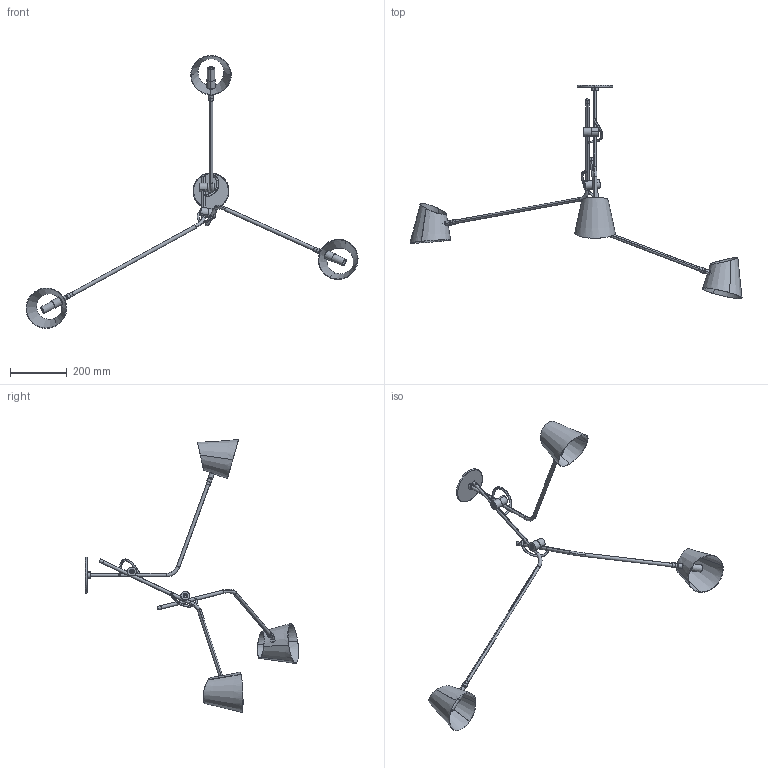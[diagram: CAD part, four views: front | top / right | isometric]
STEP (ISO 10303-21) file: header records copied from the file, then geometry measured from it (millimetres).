
FILE_DESCRIPTION (( 'STEP AP203' ), '1' );
FILE_NAME ('Hartau Triple.STEP', '2018-07-03T15:38:41', ( '' ), ( '' ), 'SwSTEP 2.0', 'SolidWorks 2017', '' );
FILE_SCHEMA (( 'CONFIG_CONTROL_DESIGN' ));
Length unit declared in the file: inch
Products named in the file (1): Hartau Triple
Bounding box: 1173.15 x 753.51 x 964.74 mm (x, y, z)
Surface area: 507271.8 mm2 (no closed solid volume)
Topology: 0 solids, 25 shells, 503 faces, 1333 edges, 875 vertices
Faces by surface type: cylinder 286, plane 89, bspline 67, cone 49, torus 12
Entity records: 46099 total; most frequent: CARTESIAN_POINT 35009, ORIENTED_EDGE 2583, DIRECTION 1904, EDGE_CURVE 1321, VERTEX_POINT 875, AXIS2_PLACEMENT_3D 754, EDGE_LOOP 557, ADVANCED_FACE 503
